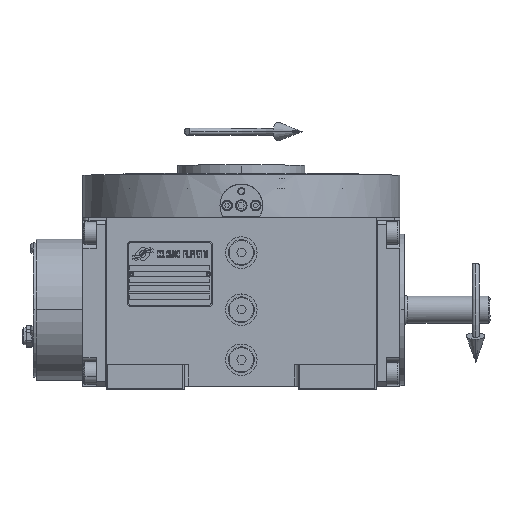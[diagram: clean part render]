
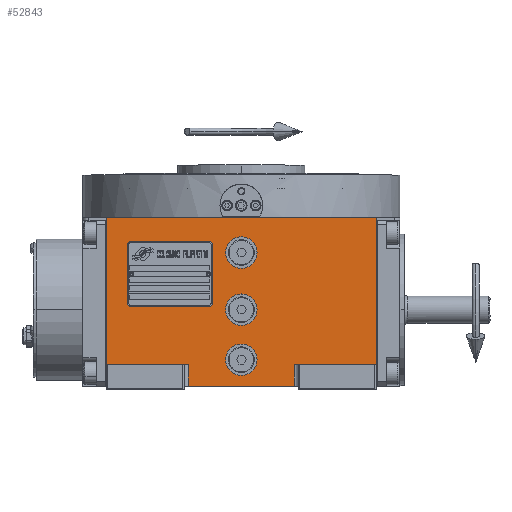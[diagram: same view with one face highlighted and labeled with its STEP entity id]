
A CAD part, top view. The second image highlights one B-rep face of the part: STEP entity #52843.
In plain terms, the highlighted planar face has unit normal (0, 0, 1).
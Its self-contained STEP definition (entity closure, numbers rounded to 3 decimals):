
#2075 = VERTEX_POINT ( 'NONE', #47921 ) ;
#2277 = EDGE_CURVE ( 'NONE', #56773, #96882, #56154, .T. ) ;
#2963 = VERTEX_POINT ( 'NONE', #22317 ) ;
#4170 = CARTESIAN_POINT ( 'NONE',  ( -94.5, -38.5, 163.5 ) ) ;
#4274 = LINE ( 'NONE', #4765, #79031 ) ;
#4765 = CARTESIAN_POINT ( 'NONE',  ( -37., -53.5, 163.5 ) ) ;
#5236 = AXIS2_PLACEMENT_3D ( 'NONE', #47148, #93488, #39920 ) ;
#5623 = CARTESIAN_POINT ( 'NONE',  ( -94.5, 64.5, 163.5 ) ) ;
#5828 = CARTESIAN_POINT ( 'NONE',  ( 0., 0., 163.5 ) ) ;
#6181 = VERTEX_POINT ( 'NONE', #71587 ) ;
#6957 = VECTOR ( 'NONE', #60673, 1000. ) ;
#7234 = CARTESIAN_POINT ( 'NONE',  ( -37., -53.5, 163.5 ) ) ;
#8583 = ORIENTED_EDGE ( 'NONE', *, *, #78426, .F. ) ;
#8800 = EDGE_CURVE ( 'NONE', #6181, #45542, #44068, .T. ) ;
#10604 = LINE ( 'NONE', #47285, #57781 ) ;
#10849 = CARTESIAN_POINT ( 'NONE',  ( 0., 40., 163.5 ) ) ;
#12200 = EDGE_CURVE ( 'NONE', #2075, #2963, #52393, .T. ) ;
#13550 = CARTESIAN_POINT ( 'NONE',  ( -11., 0., 163.5 ) ) ;
#14606 = FACE_BOUND ( 'NONE', #88439, .T. ) ;
#14906 = DIRECTION ( 'NONE',  ( 0., 0., 1. ) ) ;
#16257 = CARTESIAN_POINT ( 'NONE',  ( 94.5, 64.5, 163.5 ) ) ;
#16381 = VERTEX_POINT ( 'NONE', #93902 ) ;
#17519 = ORIENTED_EDGE ( 'NONE', *, *, #44562, .F. ) ;
#19756 = DIRECTION ( 'NONE',  ( 1., 0., 0. ) ) ;
#21259 = DIRECTION ( 'NONE',  ( -1., 0., 0. ) ) ;
#22317 = CARTESIAN_POINT ( 'NONE',  ( 11., -35., 163.5 ) ) ;
#22806 = DIRECTION ( 'NONE',  ( 1., 0., 0. ) ) ;
#23777 = EDGE_LOOP ( 'NONE', ( #57457, #73984, #53104, #60069, #83280, #43471, #29606, #66799 ) ) ;
#24107 = DIRECTION ( 'NONE',  ( 1., 0., 0. ) ) ;
#25775 = LINE ( 'NONE', #4170, #90486 ) ;
#28033 = VECTOR ( 'NONE', #66468, 1000. ) ;
#29606 = ORIENTED_EDGE ( 'NONE', *, *, #49015, .T. ) ;
#36018 = VECTOR ( 'NONE', #100141, 1000. ) ;
#37292 = VERTEX_POINT ( 'NONE', #82115 ) ;
#37760 = EDGE_LOOP ( 'NONE', ( #42955, #69168 ) ) ;
#38459 = CARTESIAN_POINT ( 'NONE',  ( -11., 40., 163.5 ) ) ;
#38763 = FACE_BOUND ( 'NONE', #100304, .T. ) ;
#39051 = AXIS2_PLACEMENT_3D ( 'NONE', #10849, #42231, #65919 ) ;
#39920 = DIRECTION ( 'NONE',  ( -1., 0., 0. ) ) ;
#41361 = CIRCLE ( 'NONE', #5236, 11. ) ;
#42231 = DIRECTION ( 'NONE',  ( 0., 0., 1. ) ) ;
#42426 = DIRECTION ( 'NONE',  ( 1., 0., 0. ) ) ;
#42955 = ORIENTED_EDGE ( 'NONE', *, *, #62825, .F. ) ;
#43471 = ORIENTED_EDGE ( 'NONE', *, *, #59441, .F. ) ;
#43771 = EDGE_CURVE ( 'NONE', #16381, #100074, #51028, .T. ) ;
#44068 = CIRCLE ( 'NONE', #39051, 11. ) ;
#44562 = EDGE_CURVE ( 'NONE', #90405, #44855, #77520, .T. ) ;
#44855 = VERTEX_POINT ( 'NONE', #72671 ) ;
#45032 = VECTOR ( 'NONE', #79861, 1000. ) ;
#45346 = CARTESIAN_POINT ( 'NONE',  ( 37., -53.5, 163.5 ) ) ;
#45542 = VERTEX_POINT ( 'NONE', #38459 ) ;
#46354 = DIRECTION ( 'NONE',  ( 1., 0., 0. ) ) ;
#46508 = CARTESIAN_POINT ( 'NONE',  ( -94.5, -53.5, 163.5 ) ) ;
#47148 = CARTESIAN_POINT ( 'NONE',  ( 0., 40., 163.5 ) ) ;
#47285 = CARTESIAN_POINT ( 'NONE',  ( 37., -38.5, 163.5 ) ) ;
#47376 = EDGE_CURVE ( 'NONE', #71855, #37292, #4274, .T. ) ;
#47921 = CARTESIAN_POINT ( 'NONE',  ( -11., -35., 163.5 ) ) ;
#49015 = EDGE_CURVE ( 'NONE', #64389, #37292, #25775, .T. ) ;
#50016 = VECTOR ( 'NONE', #46354, 1000. ) ;
#51028 = LINE ( 'NONE', #83950, #28033 ) ;
#51183 = CIRCLE ( 'NONE', #95560, 11. ) ;
#51226 = AXIS2_PLACEMENT_3D ( 'NONE', #5828, #59382, #21259 ) ;
#51946 = ORIENTED_EDGE ( 'NONE', *, *, #8800, .F. ) ;
#52393 = CIRCLE ( 'NONE', #55685, 11. ) ;
#52794 = LINE ( 'NONE', #76978, #36018 ) ;
#52843 = ADVANCED_FACE ( 'NONE', ( #14606, #69683, #38763, #101594 ), #99572, .T. ) ;
#53104 = ORIENTED_EDGE ( 'NONE', *, *, #79846, .T. ) ;
#53522 = DIRECTION ( 'NONE',  ( -1., 0., 0. ) ) ;
#55568 = CARTESIAN_POINT ( 'NONE',  ( -37., -53.5, 163.5 ) ) ;
#55685 = AXIS2_PLACEMENT_3D ( 'NONE', #64162, #14906, #53522 ) ;
#56154 = LINE ( 'NONE', #87581, #45032 ) ;
#56260 = CARTESIAN_POINT ( 'NONE',  ( -94.5, -38.5, 163.5 ) ) ;
#56773 = VERTEX_POINT ( 'NONE', #78007 ) ;
#57457 = ORIENTED_EDGE ( 'NONE', *, *, #66232, .T. ) ;
#57781 = VECTOR ( 'NONE', #24107, 1000. ) ;
#59382 = DIRECTION ( 'NONE',  ( 0., 0., 1. ) ) ;
#59441 = EDGE_CURVE ( 'NONE', #64389, #92665, #52794, .T. ) ;
#59895 = AXIS2_PLACEMENT_3D ( 'NONE', #46508, #75908, #22806 ) ;
#60069 = ORIENTED_EDGE ( 'NONE', *, *, #2277, .T. ) ;
#60340 = DIRECTION ( 'NONE',  ( 0., 1., 0. ) ) ;
#60507 = AXIS2_PLACEMENT_3D ( 'NONE', #68488, #90300, #19756 ) ;
#60673 = DIRECTION ( 'NONE',  ( 1., 0., 0. ) ) ;
#61190 = ORIENTED_EDGE ( 'NONE', *, *, #73077, .F. ) ;
#61812 = LINE ( 'NONE', #7234, #50016 ) ;
#62825 = EDGE_CURVE ( 'NONE', #2963, #2075, #51183, .T. ) ;
#64162 = CARTESIAN_POINT ( 'NONE',  ( 0., -35., 163.5 ) ) ;
#64389 = VERTEX_POINT ( 'NONE', #56260 ) ;
#64923 = DIRECTION ( 'NONE',  ( 1., 0., 0. ) ) ;
#65919 = DIRECTION ( 'NONE',  ( 1., 0., 0. ) ) ;
#66232 = EDGE_CURVE ( 'NONE', #71855, #100074, #61812, .T. ) ;
#66468 = DIRECTION ( 'NONE',  ( 0., -1., 0. ) ) ;
#66799 = ORIENTED_EDGE ( 'NONE', *, *, #47376, .F. ) ;
#67624 = DIRECTION ( 'NONE',  ( 0., 0., 1. ) ) ;
#68488 = CARTESIAN_POINT ( 'NONE',  ( 0., 0., 163.5 ) ) ;
#69168 = ORIENTED_EDGE ( 'NONE', *, *, #12200, .F. ) ;
#69683 = FACE_BOUND ( 'NONE', #37760, .T. ) ;
#71587 = CARTESIAN_POINT ( 'NONE',  ( 11., 40., 163.5 ) ) ;
#71855 = VERTEX_POINT ( 'NONE', #55568 ) ;
#72671 = CARTESIAN_POINT ( 'NONE',  ( 11., 0., 163.5 ) ) ;
#73077 = EDGE_CURVE ( 'NONE', #44855, #90405, #99970, .T. ) ;
#73984 = ORIENTED_EDGE ( 'NONE', *, *, #43771, .F. ) ;
#75908 = DIRECTION ( 'NONE',  ( 0., 0., 1. ) ) ;
#76978 = CARTESIAN_POINT ( 'NONE',  ( -94.5, -38.5, 163.5 ) ) ;
#77520 = CIRCLE ( 'NONE', #51226, 11. ) ;
#78007 = CARTESIAN_POINT ( 'NONE',  ( 94.5, -38.5, 163.5 ) ) ;
#78426 = EDGE_CURVE ( 'NONE', #45542, #6181, #41361, .T. ) ;
#79031 = VECTOR ( 'NONE', #60340, 1000. ) ;
#79846 = EDGE_CURVE ( 'NONE', #16381, #56773, #10604, .T. ) ;
#79861 = DIRECTION ( 'NONE',  ( 0., 1., 0. ) ) ;
#82115 = CARTESIAN_POINT ( 'NONE',  ( -37., -38.5, 163.5 ) ) ;
#83280 = ORIENTED_EDGE ( 'NONE', *, *, #94948, .F. ) ;
#83950 = CARTESIAN_POINT ( 'NONE',  ( 37., -38.5, 163.5 ) ) ;
#87581 = CARTESIAN_POINT ( 'NONE',  ( 94.5, -38.5, 163.5 ) ) ;
#88439 = EDGE_LOOP ( 'NONE', ( #61190, #17519 ) ) ;
#89824 = CARTESIAN_POINT ( 'NONE',  ( 0., -35., 163.5 ) ) ;
#90300 = DIRECTION ( 'NONE',  ( 0., 0., 1. ) ) ;
#90405 = VERTEX_POINT ( 'NONE', #13550 ) ;
#90486 = VECTOR ( 'NONE', #64923, 1000. ) ;
#90569 = CARTESIAN_POINT ( 'NONE',  ( -94.5, 64.5, 163.5 ) ) ;
#92665 = VERTEX_POINT ( 'NONE', #90569 ) ;
#93488 = DIRECTION ( 'NONE',  ( 0., 0., 1. ) ) ;
#93902 = CARTESIAN_POINT ( 'NONE',  ( 37., -38.5, 163.5 ) ) ;
#94948 = EDGE_CURVE ( 'NONE', #92665, #96882, #99796, .T. ) ;
#95560 = AXIS2_PLACEMENT_3D ( 'NONE', #89824, #67624, #42426 ) ;
#96882 = VERTEX_POINT ( 'NONE', #16257 ) ;
#99572 = PLANE ( 'NONE',  #59895 ) ;
#99796 = LINE ( 'NONE', #5623, #6957 ) ;
#99970 = CIRCLE ( 'NONE', #60507, 11. ) ;
#100074 = VERTEX_POINT ( 'NONE', #45346 ) ;
#100141 = DIRECTION ( 'NONE',  ( 0., 1., 0. ) ) ;
#100304 = EDGE_LOOP ( 'NONE', ( #51946, #8583 ) ) ;
#101594 = FACE_OUTER_BOUND ( 'NONE', #23777, .T. ) ;
